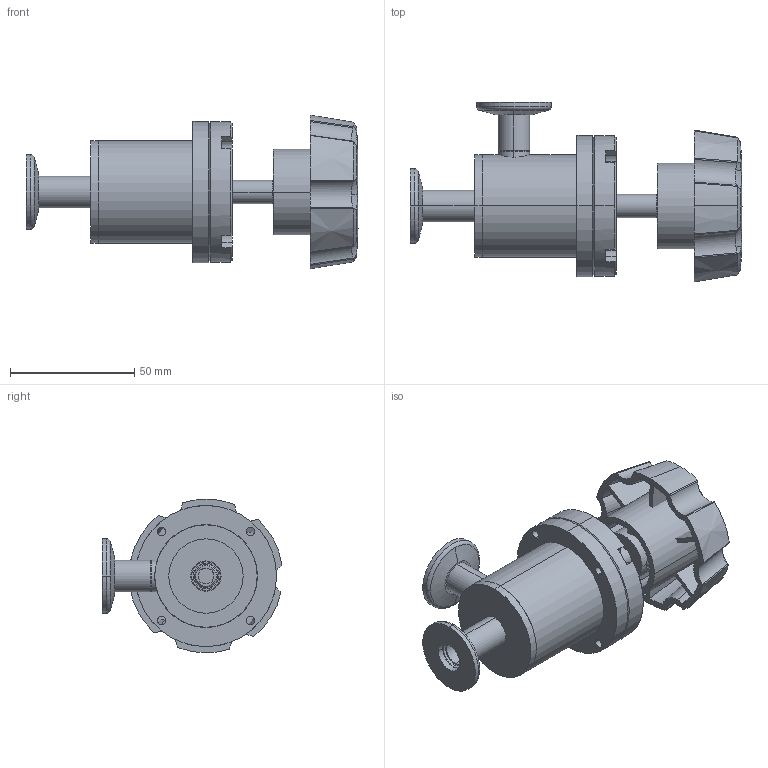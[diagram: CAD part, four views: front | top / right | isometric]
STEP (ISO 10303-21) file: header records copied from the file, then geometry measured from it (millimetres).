
FILE_DESCRIPTION (( 'STEP AP214' ), '1' );
FILE_NAME ('A-500-H-NW10_ANGLE_VALVE_RIGHT_ANGLE_VITON_BONNET_MANUAL.STEP', '2020-03-19T02:18:33', ( 'admin' ), ( 'Microsoft' ), 'SwSTEP 2.0', 'SolidWorks 2016', '' );
FILE_SCHEMA (( 'AUTOMOTIVE_DESIGN' ));
Length unit declared in the file: inch
Products named in the file (1): A-500-H-NW10_ANGLE_VALVE_RIGHT_ANGLE_VITON_BONNET_MANUAL
Bounding box: 133.87 x 72.55 x 61.94 mm (x, y, z)
Volume: 85165.8 mm3; surface area: 60011.4 mm2
Topology: 12 solids, 12 shells, 320 faces, 808 edges, 532 vertices
Faces by surface type: cylinder 131, plane 94, cone 74, bspline 16, torus 4, sphere 1
Entity records: 11439 total; most frequent: CARTESIAN_POINT 3653, ORIENTED_EDGE 1616, DIRECTION 1542, EDGE_CURVE 808, AXIS2_PLACEMENT_3D 633, VERTEX_POINT 532, EDGE_LOOP 378, CIRCLE 328
